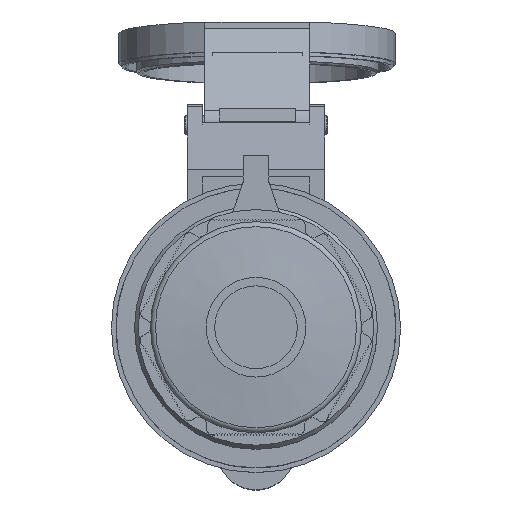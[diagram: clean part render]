
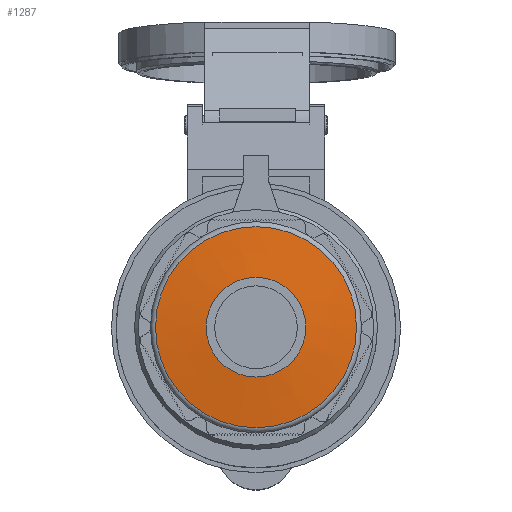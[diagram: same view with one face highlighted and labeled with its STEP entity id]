
A CAD part, top view. The second image highlights one B-rep face of the part: STEP entity #1287.
In plain terms, the highlighted conical face has half-angle 84.289 degrees and reference radius 24.635 mm.
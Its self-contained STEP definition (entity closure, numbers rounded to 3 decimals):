
#156=CONICAL_SURFACE('',#11067,24.635,84.289);
#295=FACE_BOUND('',#2428,.T.);
#296=FACE_BOUND('',#2429,.T.);
#1287=ADVANCED_FACE('',(#295,#296),#156,.T.);
#2428=EDGE_LOOP('',(#7784));
#2429=EDGE_LOOP('',(#7785));
#7784=ORIENTED_EDGE('',*,*,#10187,.T.);
#7785=ORIENTED_EDGE('',*,*,#9559,.F.);
#8444=VERTEX_POINT('',#15418);
#8758=VERTEX_POINT('',#16680);
#9559=EDGE_CURVE('',#8444,#8444,#10351,.T.);
#10187=EDGE_CURVE('',#8758,#8758,#10357,.T.);
#10351=CIRCLE('',#10740,11.635);
#10357=CIRCLE('',#11066,23.464);
#10740=AXIS2_PLACEMENT_3D('',#15417,#12460,#12461);
#11066=AXIS2_PLACEMENT_3D('',#16679,#13734,#13735);
#11067=AXIS2_PLACEMENT_3D('',#16681,#13736,#13737);
#12460=DIRECTION('',(0.,0.,1.));
#12461=DIRECTION('',(1.,0.,0.));
#13734=DIRECTION('',(0.,0.,1.));
#13735=DIRECTION('',(1.,0.,0.));
#13736=DIRECTION('',(0.,0.,-1.));
#13737=DIRECTION('',(-1.,0.,0.));
#15417=CARTESIAN_POINT('',(0.,0.,162.65));
#15418=CARTESIAN_POINT('',(11.635,0.,162.65));
#16679=CARTESIAN_POINT('',(0.,0.,161.467));
#16680=CARTESIAN_POINT('',(23.464,0.,161.467));
#16681=CARTESIAN_POINT('',(0.,0.,161.35));
